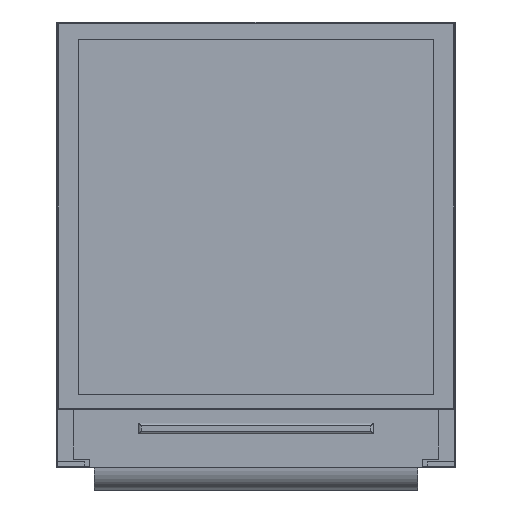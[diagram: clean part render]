
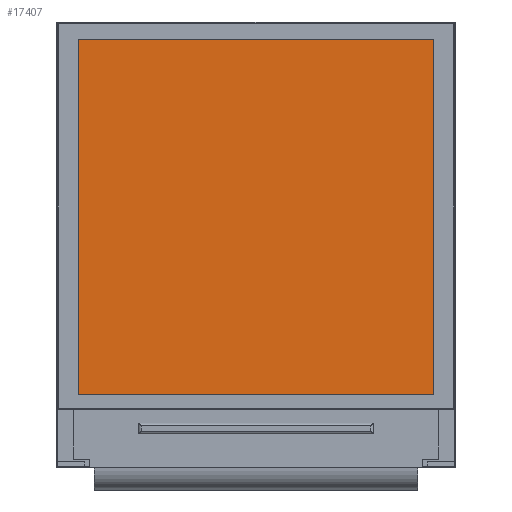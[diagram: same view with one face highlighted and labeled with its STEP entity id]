
A CAD part, top view. The second image highlights one B-rep face of the part: STEP entity #17407.
In plain terms, the highlighted planar face has unit normal (0, 0, 1).
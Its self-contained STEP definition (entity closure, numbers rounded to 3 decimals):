
#998=LINE('',#25906,#1992);
#1000=LINE('',#25910,#1994);
#1002=LINE('',#25914,#1996);
#1004=LINE('',#25918,#1998);
#1992=VECTOR('',#20355,1000.);
#1994=VECTOR('',#20359,1000.);
#1996=VECTOR('',#20363,1000.);
#1998=VECTOR('',#20367,1000.);
#4606=ORIENTED_EDGE('',*,*,#7253,.F.);
#4607=ORIENTED_EDGE('',*,*,#7259,.F.);
#4608=ORIENTED_EDGE('',*,*,#7257,.F.);
#4609=ORIENTED_EDGE('',*,*,#7255,.F.);
#7253=EDGE_CURVE('',#8732,#8733,#998,.T.);
#7255=EDGE_CURVE('',#8733,#8734,#1000,.T.);
#7257=EDGE_CURVE('',#8734,#8735,#1002,.T.);
#7259=EDGE_CURVE('',#8735,#8732,#1004,.T.);
#8732=VERTEX_POINT('',#25905);
#8733=VERTEX_POINT('',#25907);
#8734=VERTEX_POINT('',#25911);
#8735=VERTEX_POINT('',#25915);
#10235=EDGE_LOOP('',(#4606,#4607,#4608,#4609));
#11044=FACE_BOUND('',#10235,.T.);
#11704=PLANE('',#18324);
#17407=ADVANCED_FACE('',(#11044),#11704,.F.);
#18324=AXIS2_PLACEMENT_3D('',#25919,#20368,#20369);
#20355=DIRECTION('',(0.,1.,0.));
#20359=DIRECTION('',(1.,0.,0.));
#20363=DIRECTION('',(0.,-1.,0.));
#20367=DIRECTION('',(-1.,0.,0.));
#20368=DIRECTION('',(0.,0.,-1.));
#20369=DIRECTION('',(-1.,0.,0.));
#25905=CARTESIAN_POINT('',(-11.7,-9.861,1.435));
#25906=CARTESIAN_POINT('',(-11.7,-9.861,1.435));
#25907=CARTESIAN_POINT('',(-11.7,13.539,1.435));
#25910=CARTESIAN_POINT('',(-11.7,13.539,1.435));
#25911=CARTESIAN_POINT('',(11.7,13.539,1.435));
#25914=CARTESIAN_POINT('',(11.7,13.539,1.435));
#25915=CARTESIAN_POINT('',(11.7,-9.861,1.435));
#25918=CARTESIAN_POINT('',(11.7,-9.861,1.435));
#25919=CARTESIAN_POINT('',(0.,0.,1.435));
